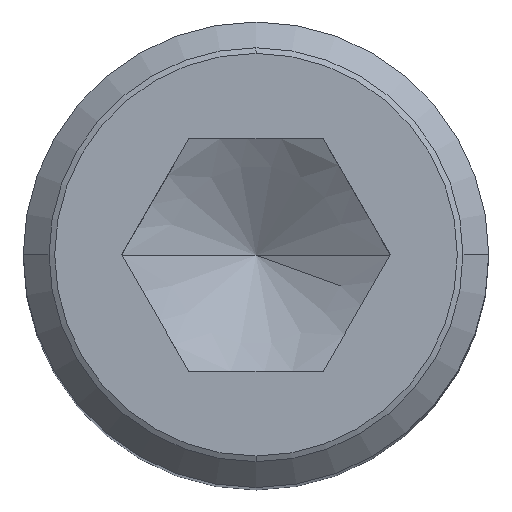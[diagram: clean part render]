
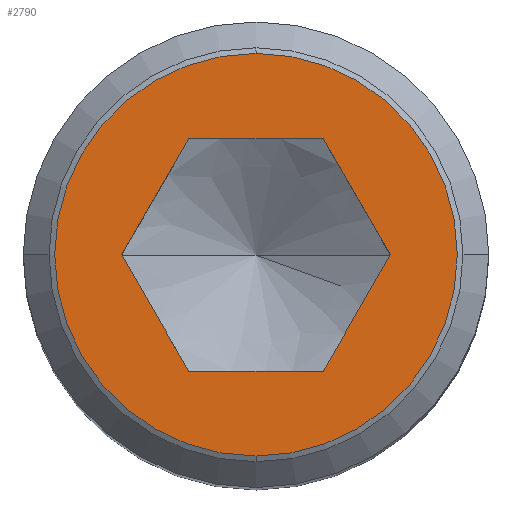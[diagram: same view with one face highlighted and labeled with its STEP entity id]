
A CAD part, top view. The second image highlights one B-rep face of the part: STEP entity #2790.
In plain terms, the highlighted planar face has unit normal (0, 0, 1).
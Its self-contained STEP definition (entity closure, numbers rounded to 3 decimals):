
#1432=EDGE_CURVE('',#1796,#2296,#3794,.T.);
#1434=VERTEX_POINT('',#3796);
#1530=EDGE_CURVE('',#2360,#2794,#3902,.T.);
#1546=EDGE_CURVE('',#2794,#1434,#3922,.T.);
#1796=VERTEX_POINT('',#4206);
#1828=VERTEX_POINT('',#4241);
#2042=EDGE_CURVE('',#2476,#2638,#4474,.T.);
#2100=EDGE_CURVE('',#1434,#1828,#4538,.T.);
#2268=EDGE_CURVE('',#2638,#2360,#4725,.T.);
#2296=VERTEX_POINT('',#4756);
#2360=VERTEX_POINT('',#4823);
#2414=EDGE_CURVE('',#2296,#1796,#4885,.T.);
#2476=VERTEX_POINT('',#4951);
#2638=VERTEX_POINT('',#5133);
#2790=ADVANCED_FACE('',(#5300,#5301),#5302,.T.);
#2794=VERTEX_POINT('',#5306);
#3136=EDGE_CURVE('',#1828,#2476,#5688,.T.);
#3794=CIRCLE('',#6501,10.376);
#3796=CARTESIAN_POINT('',(-3.464,6.0,0.));
#3902=LINE('',#6661,#6662);
#3922=LINE('',#6695,#6696);
#4206=CARTESIAN_POINT('',(0.,-10.376,0.));
#4241=CARTESIAN_POINT('',(3.464,6.0,0.));
#4474=LINE('',#7479,#7480);
#4538=LINE('',#7582,#7583);
#4725=LINE('',#7845,#7846);
#4756=CARTESIAN_POINT('',(0.,10.376,0.));
#4823=CARTESIAN_POINT('',(-3.464,-6.0,0.));
#4885=CIRCLE('',#8080,10.376);
#4951=CARTESIAN_POINT('',(6.928,0.0,0.));
#5133=CARTESIAN_POINT('',(3.464,-6.0,0.));
#5300=FACE_BOUND('',#8675,.T.);
#5301=FACE_OUTER_BOUND('',#8676,.T.);
#5302=PLANE('',#8677);
#5306=CARTESIAN_POINT('',(-6.928,0.0,0.));
#5688=LINE('',#9225,#9226);
#6501=AXIS2_PLACEMENT_3D('',#10147,#10148,#10149);
#6661=CARTESIAN_POINT('',(-6.062,-1.5,0.));
#6662=VECTOR('',#10267,1.0);
#6695=CARTESIAN_POINT('',(-4.33,4.5,0.));
#6696=VECTOR('',#10300,1.0);
#7479=CARTESIAN_POINT('',(4.33,-4.5,0.));
#7480=VECTOR('',#10899,1.0);
#7582=CARTESIAN_POINT('',(1.732,6.0,0.));
#7583=VECTOR('',#10968,1.0);
#7845=CARTESIAN_POINT('',(-1.732,-6.0,0.));
#7846=VECTOR('',#11165,1.0);
#8080=AXIS2_PLACEMENT_3D('',#11346,#11347,#11348);
#8675=EDGE_LOOP('',(#11823,#11824,#11825,#11826,#11827,#11828));
#8676=EDGE_LOOP('',(#11829,#11830));
#8677=AXIS2_PLACEMENT_3D('',#11831,#11832,#11833);
#9225=CARTESIAN_POINT('',(6.062,1.5,0.));
#9226=VECTOR('',#12285,1.0);
#10147=CARTESIAN_POINT('',(0.,0.,0.));
#10148=DIRECTION('',(0.0,0.0,1.0));
#10149=DIRECTION('',(0.,1.0,0.0));
#10267=DIRECTION('',(-0.5,0.866,0.));
#10300=DIRECTION('',(0.5,0.866,0.));
#10899=DIRECTION('',(-0.5,-0.866,0.));
#10968=DIRECTION('',(1.0,0.0,0.0));
#11165=DIRECTION('',(-1.0,0.0,0.0));
#11346=CARTESIAN_POINT('',(0.,0.,0.));
#11347=DIRECTION('',(0.0,0.0,1.0));
#11348=DIRECTION('',(0.,1.0,0.0));
#11823=ORIENTED_EDGE('',*,*,#1530,.T.);
#11824=ORIENTED_EDGE('',*,*,#1546,.T.);
#11825=ORIENTED_EDGE('',*,*,#2100,.T.);
#11826=ORIENTED_EDGE('',*,*,#3136,.T.);
#11827=ORIENTED_EDGE('',*,*,#2042,.T.);
#11828=ORIENTED_EDGE('',*,*,#2268,.T.);
#11829=ORIENTED_EDGE('',*,*,#2414,.T.);
#11830=ORIENTED_EDGE('',*,*,#1432,.T.);
#11831=CARTESIAN_POINT('',(-8.715,0.,0.0));
#11832=DIRECTION('',(0.0,0.0,1.0));
#11833=DIRECTION('',(-1.0,0.,0.0));
#12285=DIRECTION('',(0.5,-0.866,0.));
